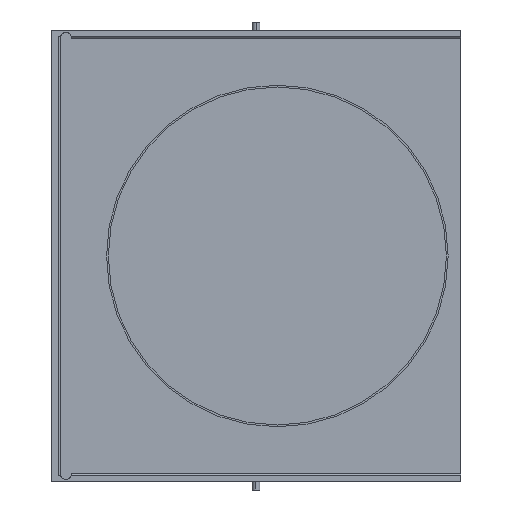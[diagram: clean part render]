
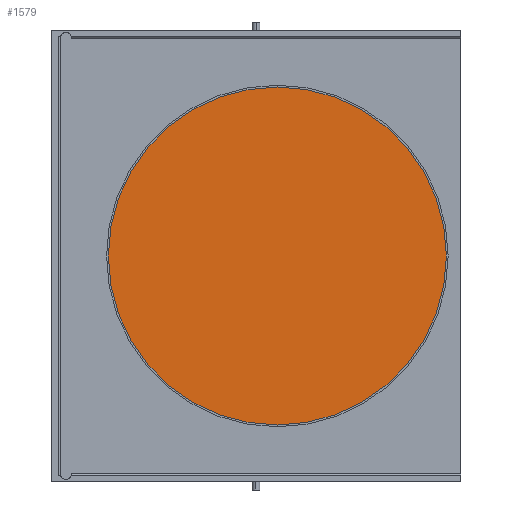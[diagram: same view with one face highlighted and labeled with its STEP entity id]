
A CAD part, front view. The second image highlights one B-rep face of the part: STEP entity #1579.
In plain terms, the highlighted planar face has unit normal (0, -1, 0).
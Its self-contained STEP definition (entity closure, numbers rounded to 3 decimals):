
#425 = CARTESIAN_POINT ( 'NONE',  ( -50.281, 3.98, -36. ) ) ;
#426 = CIRCLE ( 'NONE', #438, 47.5 ) ;
#434 = CARTESIAN_POINT ( 'NONE',  ( -97.781, 3.98, -36. ) ) ;
#435 = CARTESIAN_POINT ( 'NONE',  ( -2.781, 3.98, -36. ) ) ;
#436 = DIRECTION ( 'NONE',  ( 1., 0., 0. ) ) ;
#437 = DIRECTION ( 'NONE',  ( 0., 1., 0. ) ) ;
#438 = AXIS2_PLACEMENT_3D ( 'NONE', #425, #437, #436 ) ;
#537 = CIRCLE ( 'NONE', #570, 47.5 ) ;
#551 = PLANE ( 'NONE',  #594 ) ;
#566 = FACE_OUTER_BOUND ( 'NONE', #1580, .T. ) ;
#567 = DIRECTION ( 'NONE',  ( 1., 0., 0. ) ) ;
#568 = DIRECTION ( 'NONE',  ( 0., 1., 0. ) ) ;
#569 = CARTESIAN_POINT ( 'NONE',  ( -50.281, 3.98, -36. ) ) ;
#570 = AXIS2_PLACEMENT_3D ( 'NONE', #569, #568, #567 ) ;
#591 = DIRECTION ( 'NONE',  ( 1., 0., 0. ) ) ;
#592 = DIRECTION ( 'NONE',  ( 0., 1., 0. ) ) ;
#593 = CARTESIAN_POINT ( 'NONE',  ( -50.281, 3.98, -36. ) ) ;
#594 = AXIS2_PLACEMENT_3D ( 'NONE', #593, #592, #591 ) ;
#1445 = ORIENTED_EDGE ( 'NONE', *, *, #1536, .F. ) ;
#1446 = ORIENTED_EDGE ( 'NONE', *, *, #1576, .F. ) ;
#1536 = EDGE_CURVE ( 'NONE', #1537, #1538, #426, .T. ) ;
#1537 = VERTEX_POINT ( 'NONE', #435 ) ;
#1538 = VERTEX_POINT ( 'NONE', #434 ) ;
#1576 = EDGE_CURVE ( 'NONE', #1538, #1537, #537, .T. ) ;
#1579 = ADVANCED_FACE ( 'NONE', ( #566 ), #551, .F. ) ;
#1580 = EDGE_LOOP ( 'NONE', ( #1445, #1446 ) ) ;
